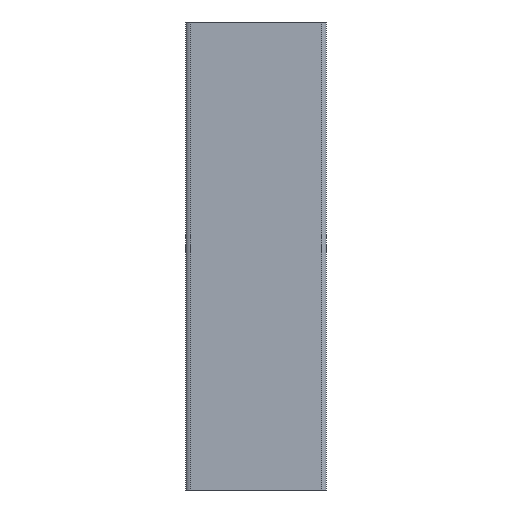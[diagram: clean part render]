
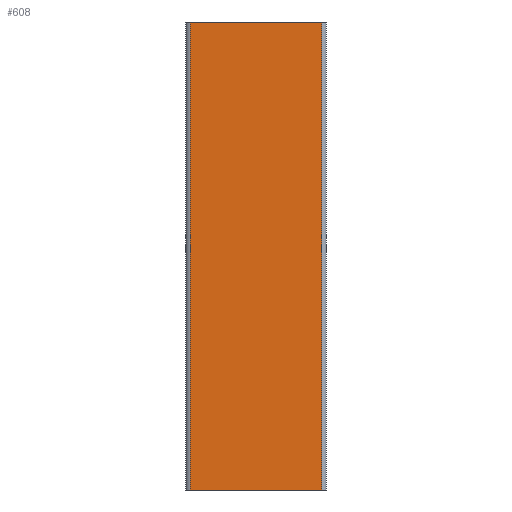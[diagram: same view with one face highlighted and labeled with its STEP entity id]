
A CAD part, front view. The second image highlights one B-rep face of the part: STEP entity #608.
In plain terms, the highlighted planar face has unit normal (0, -1, 0).
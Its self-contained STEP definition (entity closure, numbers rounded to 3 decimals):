
#69=FACE_OUTER_BOUND($,#102,.T.);
#102=EDGE_LOOP($,(#515,#516,#517,#518));
#133=LINE($,#897,#201);
#171=LINE($,#995,#239);
#172=LINE($,#998,#240);
#173=LINE($,#999,#241);
#201=VECTOR($,#722,28.);
#239=VECTOR($,#814,100.);
#240=VECTOR($,#817,28.);
#241=VECTOR($,#818,100.);
#265=VERTEX_POINT($,#894);
#266=VERTEX_POINT($,#896);
#299=VERTEX_POINT($,#993);
#300=VERTEX_POINT($,#997);
#332=EDGE_CURVE($,#265,#266,#133,.T.);
#381=EDGE_CURVE($,#265,#299,#171,.T.);
#382=EDGE_CURVE($,#299,#300,#172,.T.);
#383=EDGE_CURVE($,#266,#300,#173,.T.);
#515=ORIENTED_EDGE($,*,*,#382,.T.);
#516=ORIENTED_EDGE($,*,*,#383,.F.);
#517=ORIENTED_EDGE($,*,*,#332,.F.);
#518=ORIENTED_EDGE($,*,*,#381,.T.);
#579=PLANE($,#658);
#608=ADVANCED_FACE($,(#69),#579,.T.);
#658=AXIS2_PLACEMENT_3D($,#996,#815,#816);
#722=DIRECTION($,(-1.,0.,0.));
#814=DIRECTION($,(0.,0.,1.));
#815=DIRECTION('center_axis',(0.,-1.,0.));
#816=DIRECTION('ref_axis',(0.,0.,1.));
#817=DIRECTION($,(-1.,0.,0.));
#818=DIRECTION($,(0.,0.,1.));
#894=CARTESIAN_POINT('',(14.,-6.5,0.));
#896=CARTESIAN_POINT('',(-14.,-6.5,0.));
#897=CARTESIAN_POINT($,(14.,-6.5,0.));
#993=CARTESIAN_POINT('',(14.,-6.5,100.));
#995=CARTESIAN_POINT($,(14.,-6.5,0.));
#996=CARTESIAN_POINT('Origin',(14.,-6.5,0.));
#997=CARTESIAN_POINT('',(-14.,-6.5,100.));
#998=CARTESIAN_POINT($,(14.,-6.5,100.));
#999=CARTESIAN_POINT($,(-14.,-6.5,0.));
